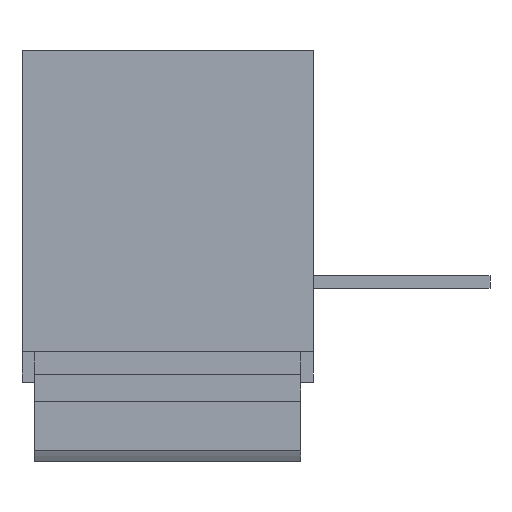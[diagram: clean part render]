
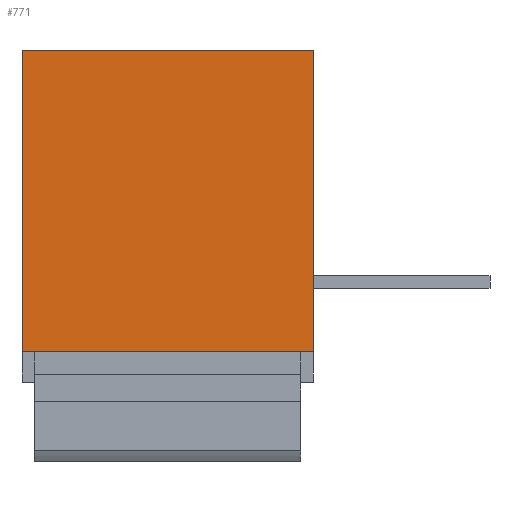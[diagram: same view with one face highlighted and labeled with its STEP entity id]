
A CAD part, left-side view. The second image highlights one B-rep face of the part: STEP entity #771.
In plain terms, the highlighted planar face has unit normal (-1, 0, 0).
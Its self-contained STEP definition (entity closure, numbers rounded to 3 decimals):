
#1=DIRECTION('',(0.,0.,1.));
#2=VECTOR('',#1,19.7);
#3=CARTESIAN_POINT('',(-28.575,0.,-9.85));
#4=LINE('',#3,#2);
#65=DIRECTION('',(0.,-1.,0.));
#66=VECTOR('',#65,19.05);
#67=CARTESIAN_POINT('',(-28.575,19.05,-9.85));
#68=LINE('',#67,#66);
#143=DIRECTION('',(0.,1.,0.));
#144=VECTOR('',#143,19.05);
#145=CARTESIAN_POINT('',(-28.575,0.,9.85));
#146=LINE('',#145,#144);
#147=DIRECTION('',(0.,0.,1.));
#148=VECTOR('',#147,19.7);
#149=CARTESIAN_POINT('',(-28.575,19.05,-9.85));
#150=LINE('',#149,#148);
#539=CARTESIAN_POINT('',(-28.575,0.,-9.85));
#540=CARTESIAN_POINT('',(-28.575,0.,9.85));
#541=VERTEX_POINT('',#539);
#542=VERTEX_POINT('',#540);
#549=CARTESIAN_POINT('',(-28.575,19.05,-9.85));
#550=CARTESIAN_POINT('',(-28.575,19.05,9.85));
#551=VERTEX_POINT('',#549);
#552=VERTEX_POINT('',#550);
#757=CARTESIAN_POINT('',(-28.575,0.,-9.85));
#758=DIRECTION('',(-1.,0.,0.));
#759=DIRECTION('',(0.,0.,1.));
#760=AXIS2_PLACEMENT_3D('',#757,#758,#759);
#761=PLANE('',#760);
#763=ORIENTED_EDGE('',*,*,#762,.F.);
#765=ORIENTED_EDGE('',*,*,#764,.T.);
#767=ORIENTED_EDGE('',*,*,#766,.F.);
#768=ORIENTED_EDGE('',*,*,#720,.F.);
#769=EDGE_LOOP('',(#763,#765,#767,#768));
#770=FACE_OUTER_BOUND('',#769,.F.);
#720=EDGE_CURVE('',#541,#542,#4,.T.);
#762=EDGE_CURVE('',#551,#541,#68,.T.);
#764=EDGE_CURVE('',#551,#552,#150,.T.);
#766=EDGE_CURVE('',#542,#552,#146,.T.);
#771=ADVANCED_FACE('',(#770),#761,.T.);
